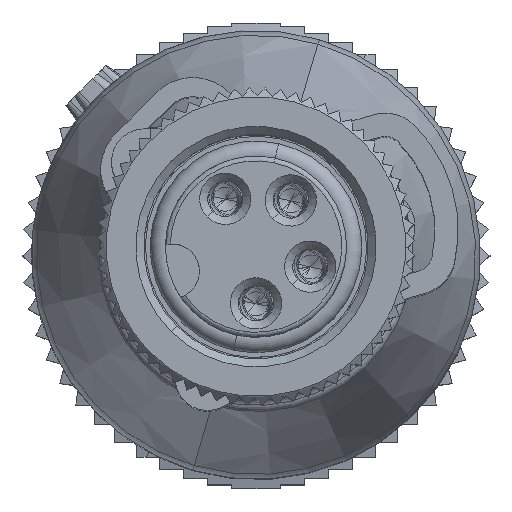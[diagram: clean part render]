
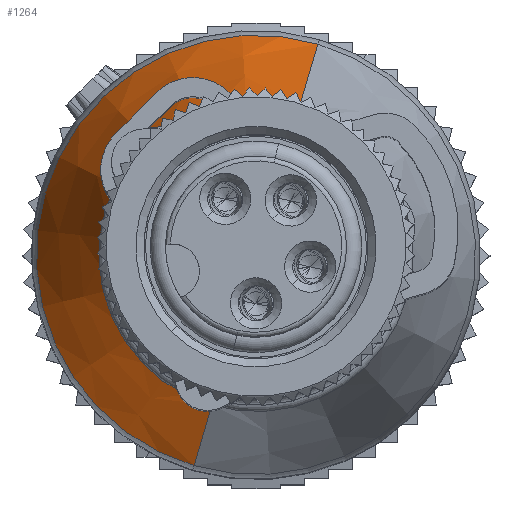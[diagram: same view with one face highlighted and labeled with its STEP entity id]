
A CAD part, top view. The second image highlights one B-rep face of the part: STEP entity #1264.
In plain terms, the highlighted conical face has half-angle 18 degrees and reference radius 4.9 mm.
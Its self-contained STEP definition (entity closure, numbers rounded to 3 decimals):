
#1188=AXIS2_PLACEMENT_3D('Cone Axis2P3D',#1185,#1186,#1187) ;
#1219=AXIS2_PLACEMENT_3D('Circle Axis2P3D',#1217,#1218,$) ;
#1255=AXIS2_PLACEMENT_3D('Circle Axis2P3D',#1253,#1254,$) ;
#1136=CARTESIAN_POINT('Vertex',(5.92,2.56,36.922)) ;
#1143=CARTESIAN_POINT('Vertex',(8.68,11.963,36.922)) ;
#1185=CARTESIAN_POINT('Axis2P3D Location',(7.3,7.261,36.922)) ;
#1190=CARTESIAN_POINT('Line Origine',(5.646,1.622,33.916)) ;
#1194=CARTESIAN_POINT('Vertex',(5.371,0.685,30.911)) ;
#1201=CARTESIAN_POINT('Vertex',(9.229,13.837,30.911)) ;
#1204=CARTESIAN_POINT('Line Origine',(8.954,12.9,33.916)) ;
#1217=CARTESIAN_POINT('Axis2P3D Location',(7.3,7.261,36.922)) ;
#1253=CARTESIAN_POINT('Axis2P3D Location',(7.3,7.261,30.911)) ;
#1186=DIRECTION('Axis2P3D Direction',(0.,0.,-1.)) ;
#1187=DIRECTION('Axis2P3D XDirection',(0.282,0.96,0.)) ;
#1191=DIRECTION('Vector Direction',(-0.087,-0.297,-0.951)) ;
#1205=DIRECTION('Vector Direction',(0.087,0.297,-0.951)) ;
#1218=DIRECTION('Axis2P3D Direction',(0.,0.,1.)) ;
#1254=DIRECTION('Axis2P3D Direction',(0.,0.,-1.)) ;
#1192=VECTOR('Line Direction',#1191,1.) ;
#1206=VECTOR('Line Direction',#1205,1.) ;
#1259=ORIENTED_EDGE('',*,*,#1221,.F.) ;
#1260=ORIENTED_EDGE('',*,*,#1208,.T.) ;
#1261=ORIENTED_EDGE('',*,*,#1257,.T.) ;
#1262=ORIENTED_EDGE('',*,*,#1196,.F.) ;
#1264=ADVANCED_FACE('Hauptk\X2\00F6\X0\rper',(#1263),#1189,.T.) ;
#1220=CIRCLE('generated circle',#1219,4.9) ;
#1256=CIRCLE('generated circle',#1255,6.853) ;
#1189=CONICAL_SURFACE('Cone',#1188,4.9,0.314) ;
#1196=EDGE_CURVE('',#1137,#1195,#1193,.T.) ;
#1208=EDGE_CURVE('',#1144,#1202,#1207,.T.) ;
#1221=EDGE_CURVE('',#1144,#1137,#1220,.T.) ;
#1257=EDGE_CURVE('',#1202,#1195,#1256,.F.) ;
#1258=EDGE_LOOP('',(#1259,#1260,#1261,#1262)) ;
#1263=FACE_OUTER_BOUND('',#1258,.T.) ;
#1193=LINE('Line',#1190,#1192) ;
#1207=LINE('Line',#1204,#1206) ;
#1137=VERTEX_POINT('',#1136) ;
#1144=VERTEX_POINT('',#1143) ;
#1195=VERTEX_POINT('',#1194) ;
#1202=VERTEX_POINT('',#1201) ;
